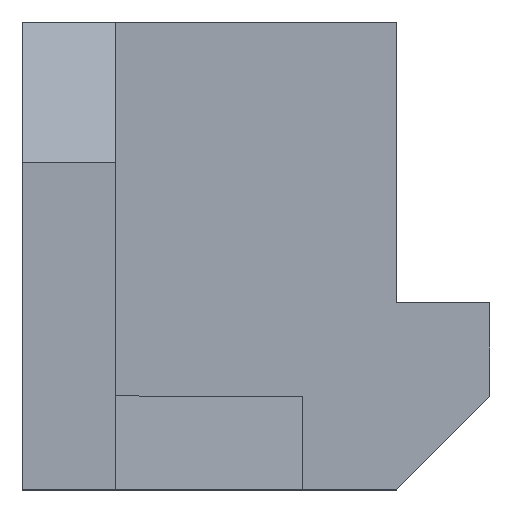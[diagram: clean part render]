
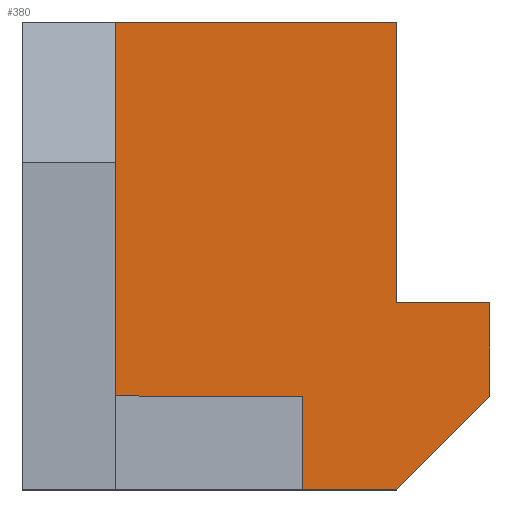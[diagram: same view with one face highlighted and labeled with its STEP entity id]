
A CAD part, top view. The second image highlights one B-rep face of the part: STEP entity #380.
In plain terms, the highlighted planar face has unit normal (0, 0, 1).
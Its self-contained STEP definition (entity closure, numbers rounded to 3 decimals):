
#23=FACE_OUTER_BOUND('',#45,.T.);
#45=EDGE_LOOP('',(#264,#265,#266,#267,#268,#269,#270));
#62=LINE('',#535,#110);
#65=LINE('',#541,#113);
#68=LINE('',#547,#116);
#71=LINE('',#553,#119);
#74=LINE('',#559,#122);
#77=LINE('',#565,#125);
#80=LINE('',#569,#128);
#110=VECTOR('',#439,10.);
#113=VECTOR('',#444,10.);
#116=VECTOR('',#449,10.);
#119=VECTOR('',#454,10.);
#122=VECTOR('',#459,10.);
#125=VECTOR('',#464,10.);
#128=VECTOR('',#469,10.);
#158=VERTEX_POINT('',#532);
#159=VERTEX_POINT('',#534);
#161=VERTEX_POINT('',#540);
#163=VERTEX_POINT('',#546);
#165=VERTEX_POINT('',#552);
#167=VERTEX_POINT('',#558);
#169=VERTEX_POINT('',#564);
#190=EDGE_CURVE('',#159,#158,#62,.T.);
#193=EDGE_CURVE('',#161,#159,#65,.T.);
#196=EDGE_CURVE('',#163,#161,#68,.T.);
#199=EDGE_CURVE('',#165,#163,#71,.T.);
#202=EDGE_CURVE('',#167,#165,#74,.T.);
#205=EDGE_CURVE('',#169,#167,#77,.T.);
#208=EDGE_CURVE('',#158,#169,#80,.T.);
#264=ORIENTED_EDGE('',*,*,#208,.T.);
#265=ORIENTED_EDGE('',*,*,#205,.T.);
#266=ORIENTED_EDGE('',*,*,#202,.T.);
#267=ORIENTED_EDGE('',*,*,#199,.T.);
#268=ORIENTED_EDGE('',*,*,#196,.T.);
#269=ORIENTED_EDGE('',*,*,#193,.T.);
#270=ORIENTED_EDGE('',*,*,#190,.T.);
#339=PLANE('',#418);
#380=ADVANCED_FACE('',(#23),#339,.T.);
#418=AXIS2_PLACEMENT_3D('',#570,#470,#471);
#439=DIRECTION('',(0.,1.,0.));
#444=DIRECTION('',(-1.,0.,0.));
#449=DIRECTION('',(0.,1.,0.));
#454=DIRECTION('',(0.707,0.707,0.));
#459=DIRECTION('',(1.,0.,0.));
#464=DIRECTION('',(0.,-1.,0.));
#469=DIRECTION('',(-1.,0.,0.));
#470=DIRECTION('center_axis',(0.,0.,1.));
#471=DIRECTION('ref_axis',(1.,0.,0.));
#532=CARTESIAN_POINT('',(40.,50.,10.));
#534=CARTESIAN_POINT('',(40.,20.,10.));
#535=CARTESIAN_POINT('',(40.,50.,10.));
#540=CARTESIAN_POINT('',(50.,20.,10.));
#541=CARTESIAN_POINT('',(40.,20.,10.));
#546=CARTESIAN_POINT('',(50.,10.,10.));
#547=CARTESIAN_POINT('',(50.,10.,10.));
#552=CARTESIAN_POINT('',(40.,0.,10.));
#553=CARTESIAN_POINT('',(50.,10.,10.));
#558=CARTESIAN_POINT('',(0.,0.,10.));
#559=CARTESIAN_POINT('',(10.,0.,10.));
#564=CARTESIAN_POINT('',(0.,50.,10.));
#565=CARTESIAN_POINT('',(0.,0.,10.));
#569=CARTESIAN_POINT('',(40.,50.,10.));
#570=CARTESIAN_POINT('Origin',(25.,25.,10.));
